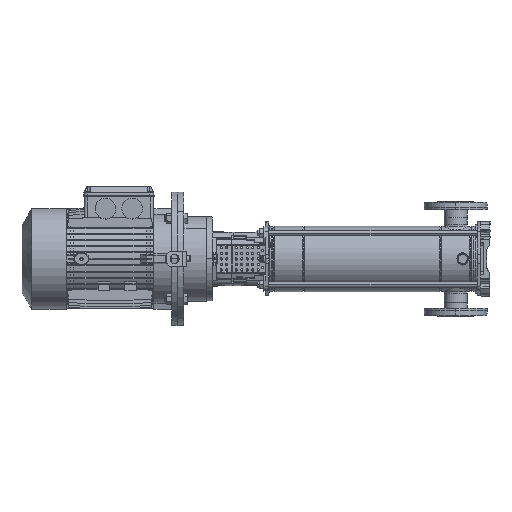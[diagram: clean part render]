
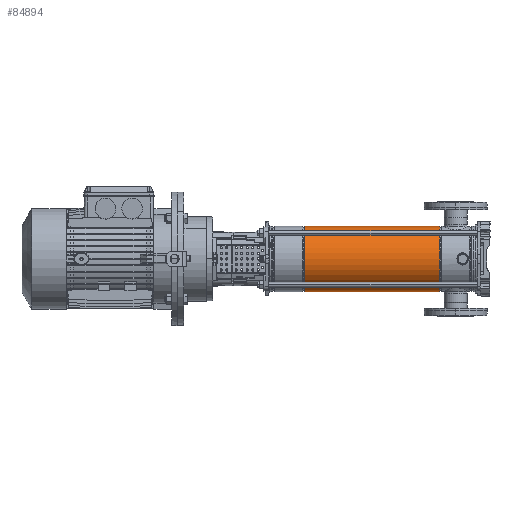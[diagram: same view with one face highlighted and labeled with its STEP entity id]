
A CAD part, left-side view. The second image highlights one B-rep face of the part: STEP entity #84894.
In plain terms, the highlighted cylindrical face has radius 85.9 mm (diameter 171.8 mm), a partial arc.
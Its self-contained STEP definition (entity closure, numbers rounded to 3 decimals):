
#479 = ORIENTED_EDGE ( 'NONE', *, *, #51633, .T. ) ;
#3058 = CIRCLE ( 'NONE', #59428, 85.9 ) ;
#3661 = DIRECTION ( 'NONE',  ( 0., 0., -1. ) ) ;
#6538 = VERTEX_POINT ( 'NONE', #87955 ) ;
#6842 = AXIS2_PLACEMENT_3D ( 'NONE', #98593, #58290, #89035 ) ;
#7910 = VERTEX_POINT ( 'NONE', #76797 ) ;
#11753 = CARTESIAN_POINT ( 'NONE',  ( 0., 0., 0. ) ) ;
#13684 = LINE ( 'NONE', #80809, #98829 ) ;
#25267 = DIRECTION ( 'NONE',  ( -1., 0., 0. ) ) ;
#29586 = VERTEX_POINT ( 'NONE', #64899 ) ;
#32199 = AXIS2_PLACEMENT_3D ( 'NONE', #11753, #72295, #80332 ) ;
#33924 = FACE_OUTER_BOUND ( 'NONE', #65528, .T. ) ;
#34314 = CARTESIAN_POINT ( 'NONE',  ( 0., 0., 93.897 ) ) ;
#39068 = CARTESIAN_POINT ( 'NONE',  ( 85.9, 0., 93.897 ) ) ;
#41552 = VECTOR ( 'NONE', #79176, 1000. ) ;
#49433 = LINE ( 'NONE', #86275, #41552 ) ;
#49588 = CYLINDRICAL_SURFACE ( 'NONE', #32199, 85.9 ) ;
#50340 = CIRCLE ( 'NONE', #6842, 85.9 ) ;
#51633 = EDGE_CURVE ( 'NONE', #7910, #6538, #49433, .T. ) ;
#58290 = DIRECTION ( 'NONE',  ( 0., 0., -1. ) ) ;
#59428 = AXIS2_PLACEMENT_3D ( 'NONE', #34314, #79229, #25267 ) ;
#62998 = EDGE_CURVE ( 'NONE', #71623, #6538, #3058, .T. ) ;
#64899 = CARTESIAN_POINT ( 'NONE',  ( 85.9, 0., 447.103 ) ) ;
#65528 = EDGE_LOOP ( 'NONE', ( #88043, #83769, #479, #87357 ) ) ;
#71366 = EDGE_CURVE ( 'NONE', #29586, #7910, #50340, .T. ) ;
#71623 = VERTEX_POINT ( 'NONE', #39068 ) ;
#72295 = DIRECTION ( 'NONE',  ( 0., 0., -1. ) ) ;
#76797 = CARTESIAN_POINT ( 'NONE',  ( -85.9, 0., 447.103 ) ) ;
#79176 = DIRECTION ( 'NONE',  ( 0., 0., -1. ) ) ;
#79229 = DIRECTION ( 'NONE',  ( 0., 0., -1. ) ) ;
#80332 = DIRECTION ( 'NONE',  ( -1., 0., 0. ) ) ;
#80809 = CARTESIAN_POINT ( 'NONE',  ( 85.9, 0., 0. ) ) ;
#83769 = ORIENTED_EDGE ( 'NONE', *, *, #71366, .T. ) ;
#84894 = ADVANCED_FACE ( 'NONE', ( #33924 ), #49588, .T. ) ;
#86275 = CARTESIAN_POINT ( 'NONE',  ( -85.9, 0., 0. ) ) ;
#87357 = ORIENTED_EDGE ( 'NONE', *, *, #62998, .F. ) ;
#87955 = CARTESIAN_POINT ( 'NONE',  ( -85.9, 0., 93.897 ) ) ;
#88043 = ORIENTED_EDGE ( 'NONE', *, *, #96037, .F. ) ;
#89035 = DIRECTION ( 'NONE',  ( -1., 0., 0. ) ) ;
#96037 = EDGE_CURVE ( 'NONE', #29586, #71623, #13684, .T. ) ;
#98593 = CARTESIAN_POINT ( 'NONE',  ( 0., 0., 447.103 ) ) ;
#98829 = VECTOR ( 'NONE', #3661, 1000. ) ;
